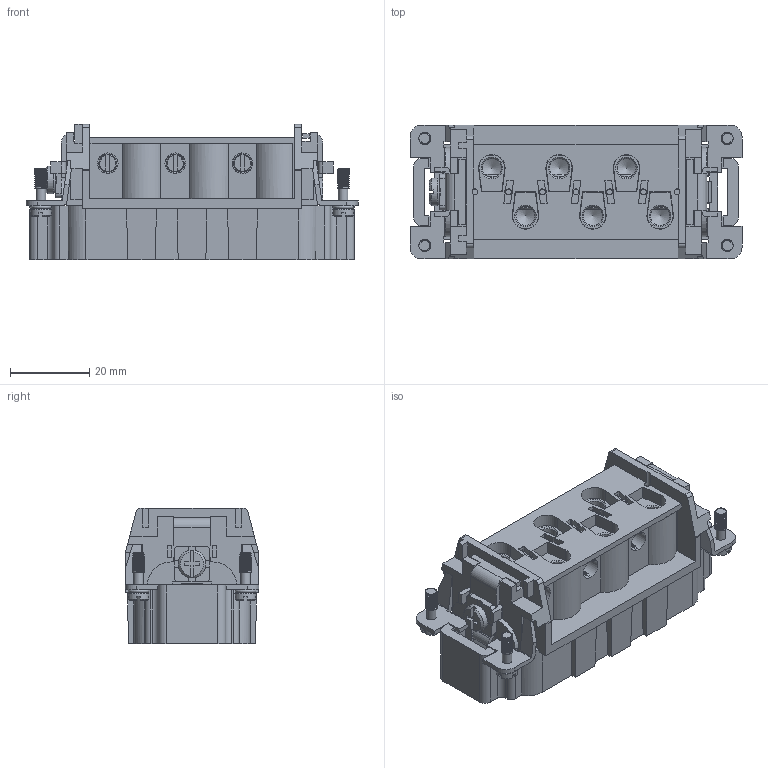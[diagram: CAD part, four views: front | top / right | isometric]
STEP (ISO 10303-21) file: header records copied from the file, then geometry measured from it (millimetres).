
FILE_DESCRIPTION(/* description */ (''),/* implementation_level */ '2;1');
FILE_NAME(/* name */ 'HSB-006-M.stp',/* time_stamp */ '2023-02-09T00:11:45+08:00',/* author */ (''),/* organization */ (''),/* preprocessor_version */ 'ST-DEVELOPER v16',/* originating_system */ 'SIEMENS PLM Software NX 10.0',/* authorisation */ '');
FILE_SCHEMA (('AUTOMOTIVE_DESIGN { 1 0 10303 214 3 1 1 1 }'));
Products named in the file (1): Admi0A2C26ACrowf
Bounding box: 83.8 x 33.8 x 34.1 mm (x, y, z)
Surface area: 28994.1 mm2 (no closed solid volume)
Topology: 0 solids, 1 shells, 1247 faces, 3670 edges, 2387 vertices
Faces by surface type: plane 712, cylinder 382, cone 103, torus 28, sphere 12, bspline 10
Full cylindrical faces by diameter (mm): 1.5 x7, 2.4 x8, 3 x40, 3.5 x6, 3.7 x6, 4 x8, 4.8 x6, 5.2 x6, 5.3 x4, 7 x1
Entity records: 52505 total; most frequent: CARTESIAN_POINT 20991, ORIENTED_EDGE 6740, DIRECTION 6362, EDGE_CURVE 3370, VERTEX_POINT 2242, AXIS2_PLACEMENT_3D 2170, LINE 2022, VECTOR 2022
